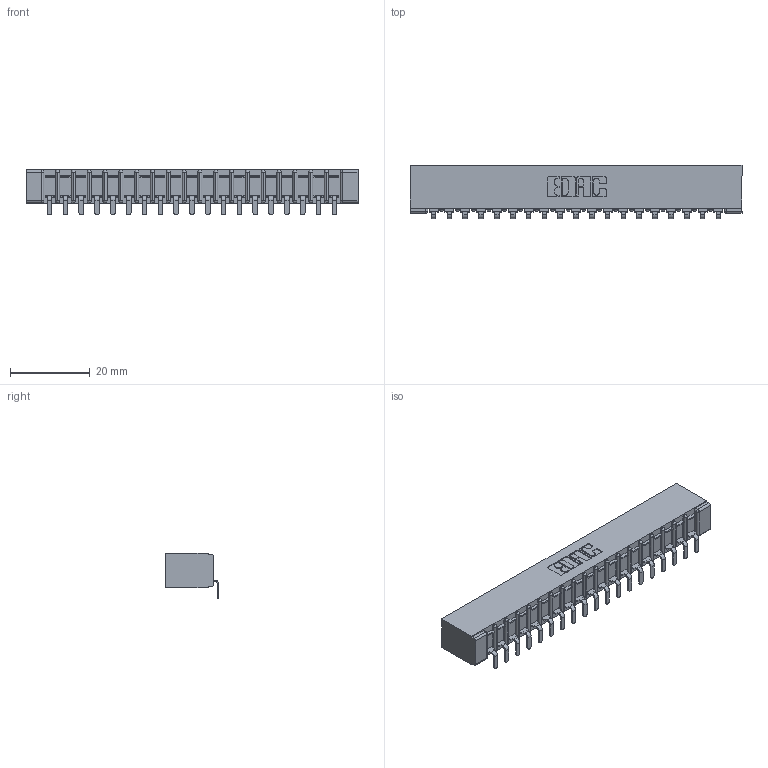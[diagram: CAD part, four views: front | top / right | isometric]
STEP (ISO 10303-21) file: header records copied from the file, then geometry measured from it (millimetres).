
FILE_DESCRIPTION (( 'STEP AP203' ), '1' );
FILE_NAME ('357-019-553-101.STEP', '2018-08-08T06:56:59', ( '' ), ( '' ), 'SwSTEP 2.0', 'SolidWorks 2016', '' );
FILE_SCHEMA (( 'CONFIG_CONTROL_DESIGN' ));
Length unit declared in the file: inch
Products named in the file (3): 307 Part_No Mounting Lugs; 307-290-002_553; 357-019-553-101
Assembly tree (20 placements, depth 2):
  357-019-553-101
    307 Part_No Mounting Lugs
    307-290-002_553  x19
Bounding box: 83.16 x 13.32 x 11.51 mm (x, y, z)
Volume: 5730.7 mm3; surface area: 10769.3 mm2
Topology: 20 solids, 20 shells, 1612 faces, 4935 edges, 3234 vertices
Faces by surface type: plane 959, cylinder 613, sphere 40
Entity records: 19700 total; most frequent: CARTESIAN_POINT 3320, ORIENTED_EDGE 3310, DIRECTION 3235, EDGE_CURVE 1655, VECTOR 1257, LINE 1257, VERTEX_POINT 1074, AXIS2_PLACEMENT_3D 989
